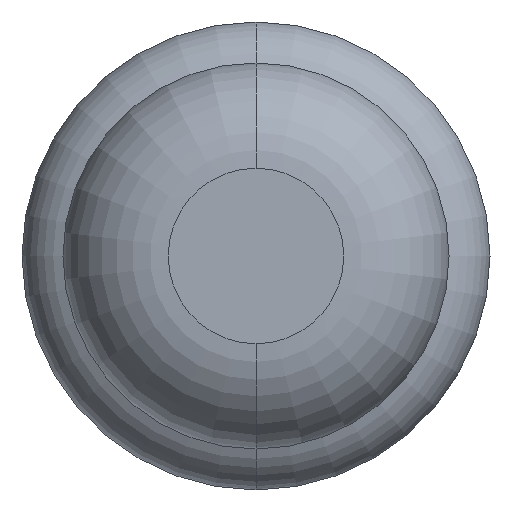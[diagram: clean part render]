
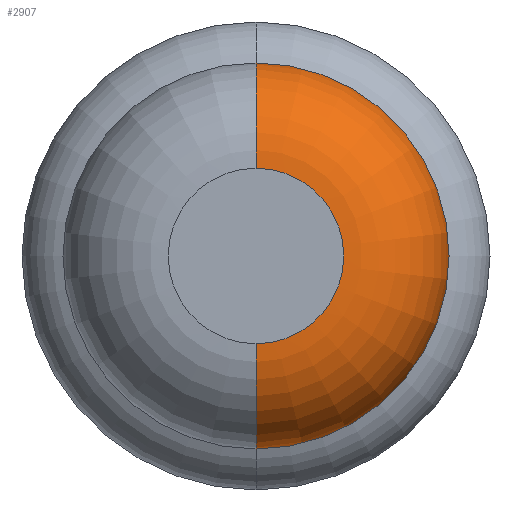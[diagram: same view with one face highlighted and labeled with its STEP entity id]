
A CAD part, front view. The second image highlights one B-rep face of the part: STEP entity #2907.
In plain terms, the highlighted toroidal (fillet/blend) face has major radius 0.375 mm and minor radius 0.45 mm.
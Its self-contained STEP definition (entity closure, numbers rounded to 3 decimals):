
#50 = CIRCLE ( 'NONE', #2467, 0.825 ) ;
#153 = EDGE_CURVE ( 'NONE', #2899, #2876, #4140, .T. ) ;
#371 = CARTESIAN_POINT ( 'NONE',  ( 0., -24., 0. ) ) ;
#565 = CARTESIAN_POINT ( 'NONE',  ( 0., -23.55, 0. ) ) ;
#742 = EDGE_LOOP ( 'NONE', ( #1816, #1628, #2715, #3622 ) ) ;
#791 = AXIS2_PLACEMENT_3D ( 'NONE', #371, #1040, #2471 ) ;
#833 = EDGE_CURVE ( 'Defeature ausgef�hrt1_7+Defeature ausgef�hrt1_6+Defeature ausgef�hrt1_6+Defeature ausgef�hrt1_6', #2626, #2876, #50, .T. ) ;
#862 = DIRECTION ( 'NONE',  ( 0., 0., 1. ) ) ;
#1009 = EDGE_CURVE ( 'Defeature ausgef�hrt1_6+Defeature ausgef�hrt1_5+Defeature ausgef�hrt1_5+Defeature ausgef�hrt1_5', #1428, #2899, #4559, .T. ) ;
#1040 = DIRECTION ( 'NONE',  ( 0., 1., 0. ) ) ;
#1385 = CARTESIAN_POINT ( 'NONE',  ( 0., -23.55, 0. ) ) ;
#1428 = VERTEX_POINT ( 'NONE', #3348 ) ;
#1561 = AXIS2_PLACEMENT_3D ( 'NONE', #565, #4071, #2324 ) ;
#1612 = CARTESIAN_POINT ( 'NONE',  ( 0., -24., -0.375 ) ) ;
#1628 = ORIENTED_EDGE ( 'NONE', *, *, #153, .T. ) ;
#1816 = ORIENTED_EDGE ( 'NONE', *, *, #1009, .T. ) ;
#1908 = AXIS2_PLACEMENT_3D ( 'NONE', #2034, #2385, #2111 ) ;
#2020 = EDGE_CURVE ( 'NONE', #1428, #2626, #3525, .T. ) ;
#2034 = CARTESIAN_POINT ( 'NONE',  ( 0., -23.55, -0.375 ) ) ;
#2111 = DIRECTION ( 'NONE',  ( 0., 0., -1. ) ) ;
#2191 = CARTESIAN_POINT ( 'NONE',  ( 0., -23.55, 0.825 ) ) ;
#2294 = CARTESIAN_POINT ( 'NONE',  ( 0., -23.55, -0.825 ) ) ;
#2324 = DIRECTION ( 'NONE',  ( 0., 0., 1. ) ) ;
#2385 = DIRECTION ( 'NONE',  ( 1., 0., 0. ) ) ;
#2467 = AXIS2_PLACEMENT_3D ( 'NONE', #1385, #4179, #3494 ) ;
#2471 = DIRECTION ( 'NONE',  ( 0., 0., 1. ) ) ;
#2626 = VERTEX_POINT ( 'NONE', #2191 ) ;
#2630 = DIRECTION ( 'NONE',  ( -1., 0., 0. ) ) ;
#2715 = ORIENTED_EDGE ( 'NONE', *, *, #833, .F. ) ;
#2876 = VERTEX_POINT ( 'NONE', #2294 ) ;
#2899 = VERTEX_POINT ( 'NONE', #1612 ) ;
#2907 = ADVANCED_FACE ( 'Defeature ausgef�hrt1_6', ( #3968 ), #2972, .T. ) ;
#2972 = TOROIDAL_SURFACE ( 'NONE', #1561, 0.375, 0.45 ) ;
#3348 = CARTESIAN_POINT ( 'NONE',  ( 0., -24., 0.375 ) ) ;
#3494 = DIRECTION ( 'NONE',  ( 0., 0., 1. ) ) ;
#3525 = CIRCLE ( 'NONE', #3779, 0.45 ) ;
#3622 = ORIENTED_EDGE ( 'NONE', *, *, #2020, .F. ) ;
#3779 = AXIS2_PLACEMENT_3D ( 'NONE', #4062, #2630, #862 ) ;
#3968 = FACE_OUTER_BOUND ( 'NONE', #742, .T. ) ;
#4062 = CARTESIAN_POINT ( 'NONE',  ( 0., -23.55, 0.375 ) ) ;
#4071 = DIRECTION ( 'NONE',  ( 0., 1., 0. ) ) ;
#4140 = CIRCLE ( 'NONE', #1908, 0.45 ) ;
#4179 = DIRECTION ( 'NONE',  ( 0., 1., 0. ) ) ;
#4559 = CIRCLE ( 'NONE', #791, 0.375 ) ;
